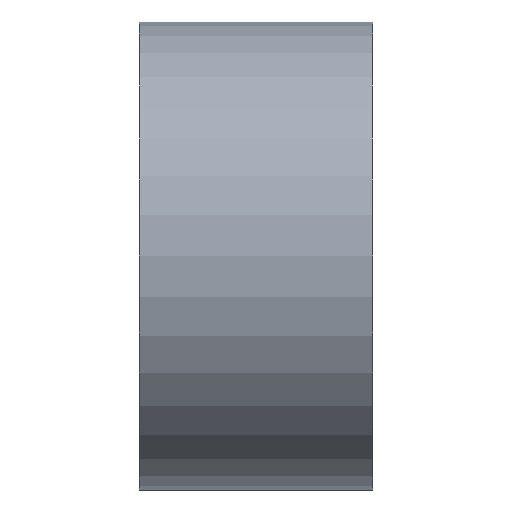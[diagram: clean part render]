
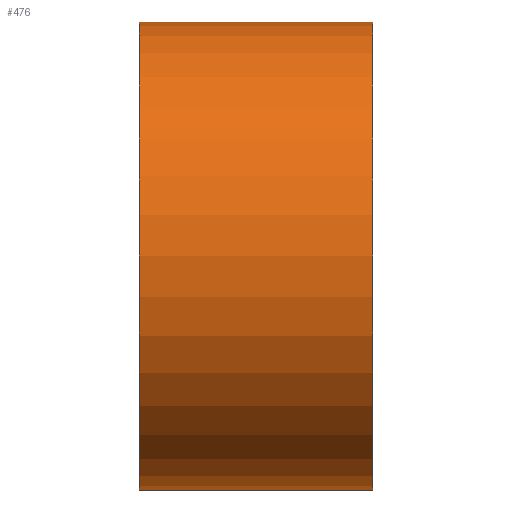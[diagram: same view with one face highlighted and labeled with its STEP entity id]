
A CAD part, front view. The second image highlights one B-rep face of the part: STEP entity #476.
In plain terms, the highlighted cylindrical face has radius 6.35 mm (diameter 12.7 mm), a partial arc.
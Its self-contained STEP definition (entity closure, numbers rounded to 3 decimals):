
#17 = AXIS2_PLACEMENT_3D ( 'NONE', #436, #35, #284 ) ;
#35 = DIRECTION ( 'NONE',  ( -1., 0., 0. ) ) ;
#55 = EDGE_CURVE ( 'NONE', #516, #427, #660, .T. ) ;
#81 = ORIENTED_EDGE ( 'NONE', *, *, #358, .F. ) ;
#122 = LINE ( 'NONE', #359, #300 ) ;
#129 = VECTOR ( 'NONE', #556, 1000. ) ;
#157 = EDGE_CURVE ( 'NONE', #422, #174, #464, .T. ) ;
#174 = VERTEX_POINT ( 'NONE', #659 ) ;
#176 = CARTESIAN_POINT ( 'NONE',  ( 227.765, 108.226, 0. ) ) ;
#247 = DIRECTION ( 'NONE',  ( -1., 0., 0. ) ) ;
#270 = ORIENTED_EDGE ( 'NONE', *, *, #55, .F. ) ;
#275 = DIRECTION ( 'NONE',  ( 0., 0., 1. ) ) ;
#284 = DIRECTION ( 'NONE',  ( 0., 0., 1. ) ) ;
#295 = CARTESIAN_POINT ( 'NONE',  ( 227.765, 108.226, -6.35 ) ) ;
#296 = DIRECTION ( 'NONE',  ( -1., 0., 0. ) ) ;
#300 = VECTOR ( 'NONE', #247, 1000. ) ;
#312 = ORIENTED_EDGE ( 'NONE', *, *, #157, .T. ) ;
#319 = EDGE_CURVE ( 'NONE', #174, #427, #122, .T. ) ;
#325 = DIRECTION ( 'NONE',  ( -1., 0., 0. ) ) ;
#356 = CARTESIAN_POINT ( 'NONE',  ( 234.115, 108.226, 0. ) ) ;
#358 = EDGE_CURVE ( 'NONE', #422, #516, #614, .T. ) ;
#359 = CARTESIAN_POINT ( 'NONE',  ( 219.902, 108.226, 6.35 ) ) ;
#366 = EDGE_LOOP ( 'NONE', ( #81, #312, #637, #270 ) ) ;
#368 = FACE_OUTER_BOUND ( 'NONE', #366, .T. ) ;
#422 = VERTEX_POINT ( 'NONE', #429 ) ;
#427 = VERTEX_POINT ( 'NONE', #575 ) ;
#429 = CARTESIAN_POINT ( 'NONE',  ( 234.115, 108.226, -6.35 ) ) ;
#436 = CARTESIAN_POINT ( 'NONE',  ( 219.902, 108.226, 0. ) ) ;
#464 = CIRCLE ( 'NONE', #523, 6.35 ) ;
#476 = ADVANCED_FACE ( 'NONE', ( #368 ), #588, .T. ) ;
#504 = AXIS2_PLACEMENT_3D ( 'NONE', #176, #325, #275 ) ;
#516 = VERTEX_POINT ( 'NONE', #295 ) ;
#523 = AXIS2_PLACEMENT_3D ( 'NONE', #356, #296, #650 ) ;
#556 = DIRECTION ( 'NONE',  ( -1., 0., 0. ) ) ;
#575 = CARTESIAN_POINT ( 'NONE',  ( 227.765, 108.226, 6.35 ) ) ;
#588 = CYLINDRICAL_SURFACE ( 'NONE', #17, 6.35 ) ;
#596 = CARTESIAN_POINT ( 'NONE',  ( 219.902, 108.226, -6.35 ) ) ;
#614 = LINE ( 'NONE', #596, #129 ) ;
#637 = ORIENTED_EDGE ( 'NONE', *, *, #319, .T. ) ;
#650 = DIRECTION ( 'NONE',  ( 0., 0., 1. ) ) ;
#659 = CARTESIAN_POINT ( 'NONE',  ( 234.115, 108.226, 6.35 ) ) ;
#660 = CIRCLE ( 'NONE', #504, 6.35 ) ;
